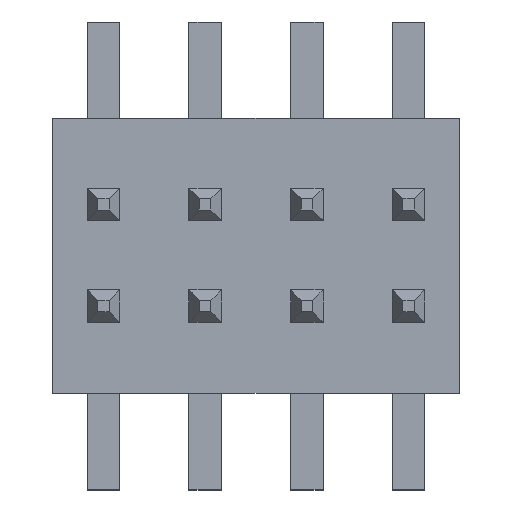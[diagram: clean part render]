
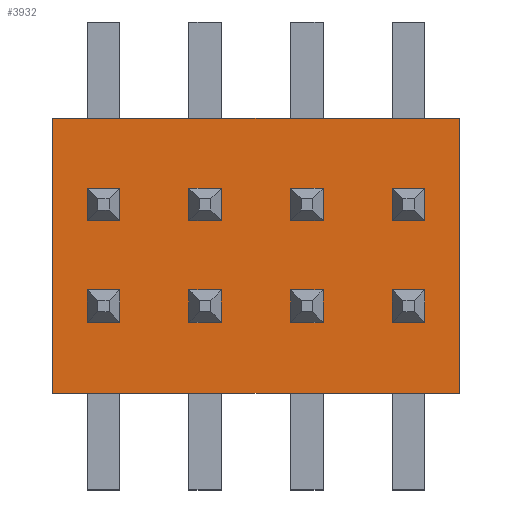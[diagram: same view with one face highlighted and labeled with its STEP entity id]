
A CAD part, top view. The second image highlights one B-rep face of the part: STEP entity #3932.
In plain terms, the highlighted face is planar.
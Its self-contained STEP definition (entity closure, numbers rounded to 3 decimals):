
#3800 = EDGE_CURVE('',#3801,#3803,#3805,.T.);
#3801 = VERTEX_POINT('',#3802);
#3802 = CARTESIAN_POINT('',(-2.54,1.753,-1.715));
#3803 = VERTEX_POINT('',#3804);
#3804 = CARTESIAN_POINT('',(-2.54,1.753,1.715));
#3805 = LINE('',#3806,#3807);
#3806 = CARTESIAN_POINT('',(-2.54,1.753,-1.715));
#3807 = VECTOR('',#3808,1.);
#3808 = DIRECTION('',(0.,0.,1.));
#3840 = EDGE_CURVE('',#3803,#3841,#3843,.T.);
#3841 = VERTEX_POINT('',#3842);
#3842 = CARTESIAN_POINT('',(2.54,1.753,1.715));
#3843 = LINE('',#3844,#3845);
#3844 = CARTESIAN_POINT('',(-2.54,1.753,1.715));
#3845 = VECTOR('',#3846,1.);
#3846 = DIRECTION('',(1.,0.,0.));
#3871 = EDGE_CURVE('',#3841,#3872,#3874,.T.);
#3872 = VERTEX_POINT('',#3873);
#3873 = CARTESIAN_POINT('',(2.54,1.753,-1.715));
#3874 = LINE('',#3875,#3876);
#3875 = CARTESIAN_POINT('',(2.54,1.753,1.715));
#3876 = VECTOR('',#3877,1.);
#3877 = DIRECTION('',(0.,0.,-1.));
#3902 = EDGE_CURVE('',#3872,#3801,#3903,.T.);
#3903 = LINE('',#3904,#3905);
#3904 = CARTESIAN_POINT('',(2.54,1.753,-1.715));
#3905 = VECTOR('',#3906,1.);
#3906 = DIRECTION('',(-1.,0.,0.));
#3932 = ADVANCED_FACE('',(#3933),#3939,.T.);
#3933 = FACE_BOUND('',#3934,.T.);
#3934 = EDGE_LOOP('',(#3935,#3936,#3937,#3938));
#3935 = ORIENTED_EDGE('',*,*,#3800,.T.);
#3936 = ORIENTED_EDGE('',*,*,#3840,.T.);
#3937 = ORIENTED_EDGE('',*,*,#3871,.T.);
#3938 = ORIENTED_EDGE('',*,*,#3902,.T.);
#3939 = PLANE('',#3940);
#3940 = AXIS2_PLACEMENT_3D('',#3941,#3942,#3943);
#3941 = CARTESIAN_POINT('',(0.,1.753,0.));
#3942 = DIRECTION('',(0.,1.,0.));
#3943 = DIRECTION('',(0.,-0.,1.));
